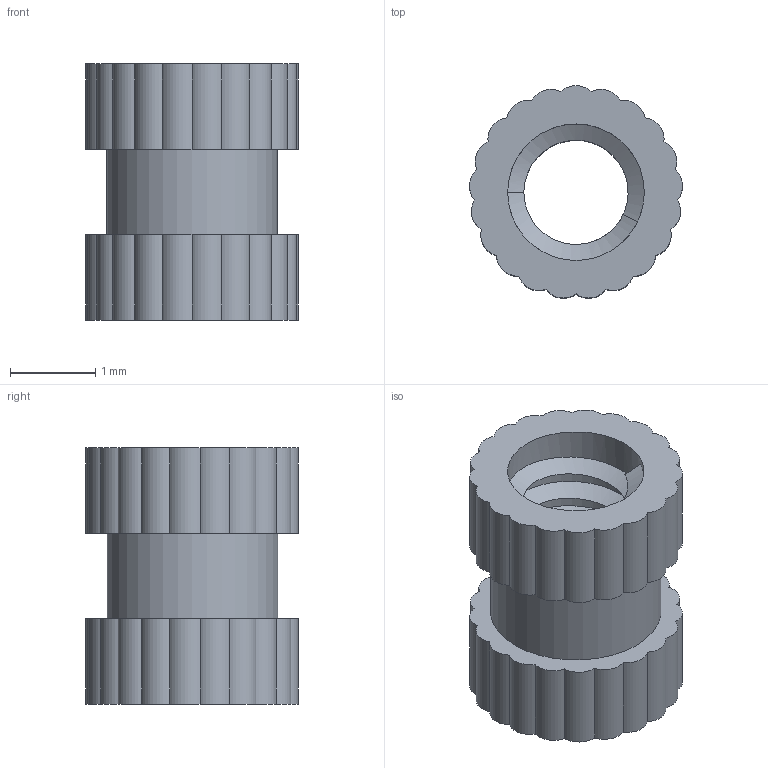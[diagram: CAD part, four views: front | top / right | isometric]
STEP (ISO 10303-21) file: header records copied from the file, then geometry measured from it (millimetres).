
FILE_DESCRIPTION(('FreeCAD Model'),'2;1');
FILE_NAME('Open CASCADE Shape Model','2025-10-31T09:49:46',('FreeCAD'),( 'FreeCAD'),'Open CASCADE STEP processor 7.7','FreeCAD','Unknown');
FILE_SCHEMA(('AUTOMOTIVE_DESIGN { 1 0 10303 214 1 1 1 1 }'));
Length unit declared in the file: millimetre
Products named in the file (1): Open CASCADE STEP translator 7.7 1
Bounding box: 2.49 x 2.49 x 3 mm (x, y, z)
Volume: 7.3 mm3; surface area: 53 mm2
Topology: 1 solids, 1 shells, 86 faces, 312 edges, 230 vertices
Faces by surface type: cylinder 50, bspline 30, plane 6
Full cylindrical faces by diameter (mm): 1.6 x7, 2 x1
Entity records: 5883 total; most frequent: CARTESIAN_POINT 3498, ORIENTED_EDGE 624, DIRECTION 343, EDGE_CURVE 312, VERTEX_POINT 230, B_SPLINE_CURVE_WITH_KNOTS 171, AXIS2_PLACEMENT_3D 145, FACE_BOUND 90
